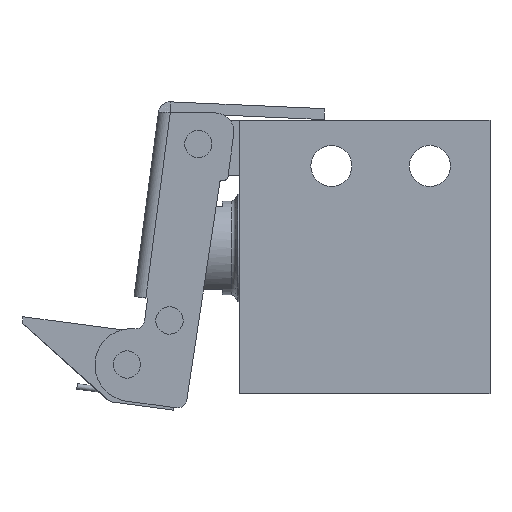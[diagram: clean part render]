
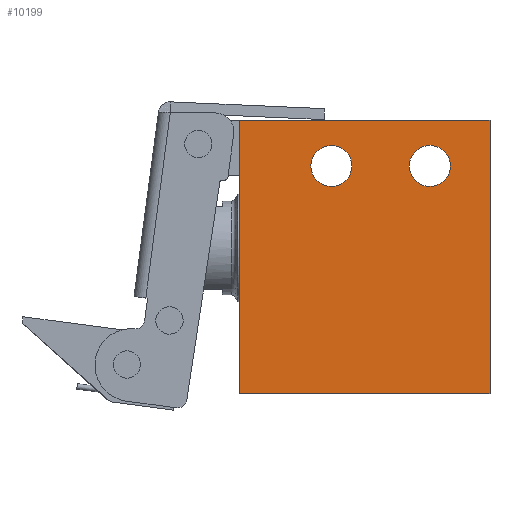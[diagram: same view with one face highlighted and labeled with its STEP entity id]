
A CAD part, front view. The second image highlights one B-rep face of the part: STEP entity #10199.
In plain terms, the highlighted planar face has unit normal (0, -1, 0).
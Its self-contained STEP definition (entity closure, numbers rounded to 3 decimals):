
#152 = CARTESIAN_POINT ( 'NONE',  ( 17.25, -7.5, 15. ) ) ;
#224 = CARTESIAN_POINT ( 'NONE',  ( -0.15, -7.5, 12.25 ) ) ;
#275 = AXIS2_PLACEMENT_3D ( 'NONE', #3996, #11351, #5073 ) ;
#317 = DIRECTION ( 'NONE',  ( 0., 0., 1. ) ) ;
#772 = DIRECTION ( 'NONE',  ( 0., 1., 0. ) ) ;
#803 = LINE ( 'NONE', #9750, #2617 ) ;
#831 = CARTESIAN_POINT ( 'NONE',  ( 10.65, -7.5, 7.75 ) ) ;
#852 = DIRECTION ( 'NONE',  ( 0., 0., 1. ) ) ;
#1170 = CARTESIAN_POINT ( 'NONE',  ( -10.25, -7.5, 15. ) ) ;
#1432 = CIRCLE ( 'NONE', #12259, 2.25 ) ;
#1541 = CARTESIAN_POINT ( 'NONE',  ( -0.15, -7.5, 10. ) ) ;
#1825 = CARTESIAN_POINT ( 'NONE',  ( -10.25, -7.5, -15. ) ) ;
#2203 = ORIENTED_EDGE ( 'NONE', *, *, #3222, .T. ) ;
#2288 = FACE_BOUND ( 'NONE', #10638, .T. ) ;
#2401 = EDGE_CURVE ( 'NONE', #12610, #7210, #5618, .T. ) ;
#2435 = CARTESIAN_POINT ( 'NONE',  ( 10.65, -7.5, 12.25 ) ) ;
#2494 = EDGE_CURVE ( 'NONE', #2854, #5430, #8564, .T. ) ;
#2605 = DIRECTION ( 'NONE',  ( 0., 0., 1. ) ) ;
#2617 = VECTOR ( 'NONE', #3444, 1000. ) ;
#2844 = CIRCLE ( 'NONE', #6070, 2.25 ) ;
#2854 = VERTEX_POINT ( 'NONE', #224 ) ;
#3046 = ORIENTED_EDGE ( 'NONE', *, *, #11838, .T. ) ;
#3222 = EDGE_CURVE ( 'NONE', #8141, #11140, #2844, .T. ) ;
#3444 = DIRECTION ( 'NONE',  ( 0., 0., -1. ) ) ;
#3996 = CARTESIAN_POINT ( 'NONE',  ( 0., -7.5, 0. ) ) ;
#4156 = VECTOR ( 'NONE', #6602, 1000. ) ;
#4495 = LINE ( 'NONE', #5540, #4156 ) ;
#4601 = CARTESIAN_POINT ( 'NONE',  ( -17.25, -7.5, 15. ) ) ;
#5073 = DIRECTION ( 'NONE',  ( 0., 0., -1. ) ) ;
#5361 = VECTOR ( 'NONE', #7559, 1000. ) ;
#5430 = VERTEX_POINT ( 'NONE', #7476 ) ;
#5540 = CARTESIAN_POINT ( 'NONE',  ( -17.25, -7.5, -15. ) ) ;
#5597 = EDGE_CURVE ( 'NONE', #7210, #10073, #803, .T. ) ;
#5618 = LINE ( 'NONE', #4601, #8077 ) ;
#5662 = EDGE_LOOP ( 'NONE', ( #8278, #7584 ) ) ;
#5837 = VERTEX_POINT ( 'NONE', #1825 ) ;
#6070 = AXIS2_PLACEMENT_3D ( 'NONE', #13439, #7170, #852 ) ;
#6089 = PLANE ( 'NONE',  #275 ) ;
#6346 = ORIENTED_EDGE ( 'NONE', *, *, #7289, .F. ) ;
#6493 = EDGE_CURVE ( 'NONE', #5430, #2854, #1432, .T. ) ;
#6602 = DIRECTION ( 'NONE',  ( -1., 0., 0. ) ) ;
#6634 = DIRECTION ( 'NONE',  ( 0., 1., 0. ) ) ;
#6933 = CARTESIAN_POINT ( 'NONE',  ( 17.25, -7.5, -15. ) ) ;
#7087 = CARTESIAN_POINT ( 'NONE',  ( -0.15, -7.5, 10. ) ) ;
#7170 = DIRECTION ( 'NONE',  ( 0., 1., 0. ) ) ;
#7210 = VERTEX_POINT ( 'NONE', #152 ) ;
#7289 = EDGE_CURVE ( 'NONE', #10073, #5837, #4495, .T. ) ;
#7476 = CARTESIAN_POINT ( 'NONE',  ( -0.15, -7.5, 7.75 ) ) ;
#7559 = DIRECTION ( 'NONE',  ( 0., 0., -1. ) ) ;
#7584 = ORIENTED_EDGE ( 'NONE', *, *, #6493, .T. ) ;
#7903 = FACE_OUTER_BOUND ( 'NONE', #12722, .T. ) ;
#8077 = VECTOR ( 'NONE', #10883, 1000. ) ;
#8141 = VERTEX_POINT ( 'NONE', #831 ) ;
#8143 = DIRECTION ( 'NONE',  ( 0., 0., 1. ) ) ;
#8151 = LINE ( 'NONE', #8542, #5361 ) ;
#8278 = ORIENTED_EDGE ( 'NONE', *, *, #2494, .T. ) ;
#8448 = AXIS2_PLACEMENT_3D ( 'NONE', #12905, #6634, #317 ) ;
#8542 = CARTESIAN_POINT ( 'NONE',  ( -10.25, -7.5, -15. ) ) ;
#8564 = CIRCLE ( 'NONE', #13448, 2.25 ) ;
#8587 = EDGE_CURVE ( 'NONE', #11140, #8141, #12522, .T. ) ;
#8905 = DIRECTION ( 'NONE',  ( 0., 1., 0. ) ) ;
#9750 = CARTESIAN_POINT ( 'NONE',  ( 17.25, -7.5, 15. ) ) ;
#9763 = ORIENTED_EDGE ( 'NONE', *, *, #5597, .F. ) ;
#10073 = VERTEX_POINT ( 'NONE', #6933 ) ;
#10199 = ADVANCED_FACE ( 'NONE', ( #12808, #2288, #7903 ), #6089, .T. ) ;
#10638 = EDGE_LOOP ( 'NONE', ( #13265, #2203 ) ) ;
#10883 = DIRECTION ( 'NONE',  ( 1., 0., 0. ) ) ;
#11140 = VERTEX_POINT ( 'NONE', #2435 ) ;
#11351 = DIRECTION ( 'NONE',  ( 0., -1., 0. ) ) ;
#11835 = ORIENTED_EDGE ( 'NONE', *, *, #2401, .F. ) ;
#11838 = EDGE_CURVE ( 'NONE', #12610, #5837, #8151, .T. ) ;
#12259 = AXIS2_PLACEMENT_3D ( 'NONE', #1541, #8905, #2605 ) ;
#12522 = CIRCLE ( 'NONE', #8448, 2.25 ) ;
#12610 = VERTEX_POINT ( 'NONE', #1170 ) ;
#12722 = EDGE_LOOP ( 'NONE', ( #11835, #3046, #6346, #9763 ) ) ;
#12808 = FACE_BOUND ( 'NONE', #5662, .T. ) ;
#12905 = CARTESIAN_POINT ( 'NONE',  ( 10.65, -7.5, 10. ) ) ;
#13265 = ORIENTED_EDGE ( 'NONE', *, *, #8587, .T. ) ;
#13439 = CARTESIAN_POINT ( 'NONE',  ( 10.65, -7.5, 10. ) ) ;
#13448 = AXIS2_PLACEMENT_3D ( 'NONE', #7087, #772, #8143 ) ;
